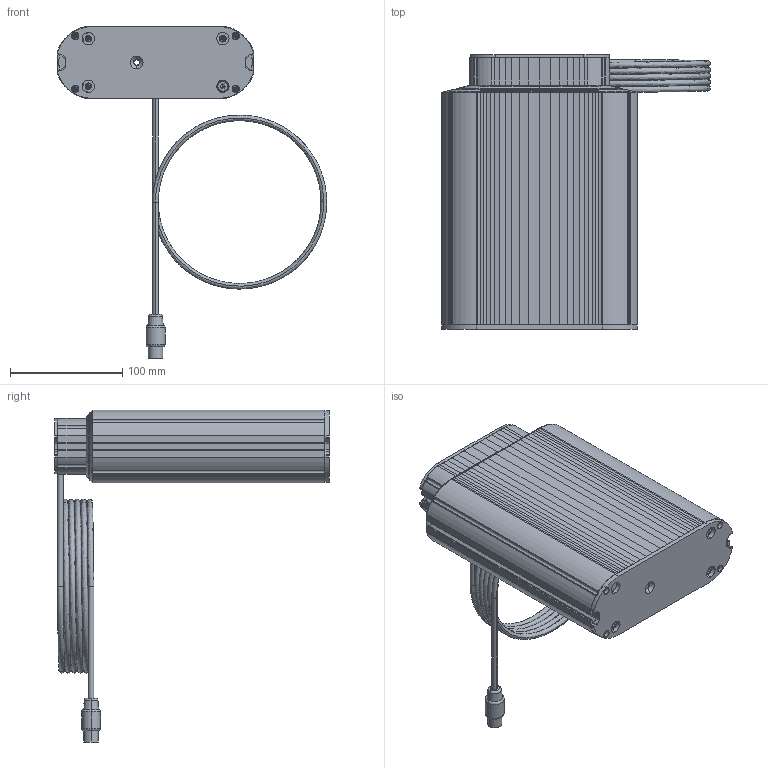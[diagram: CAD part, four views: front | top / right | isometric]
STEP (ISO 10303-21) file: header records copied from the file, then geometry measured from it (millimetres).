
FILE_DESCRIPTION (( 'STEP AP203' ), '1' );
FILE_NAME ('T175-3 mini eingefahren.STEP', '2010-02-17T12:47:09', ( 'PC' ), ( 'PC' ), 'SwSTEP 2.0', 'SolidWorks 2007', '' );
FILE_SCHEMA (( 'CONFIG_CONTROL_DESIGN' ));
Length unit declared in the file: millimetre
Products named in the file (15): Brille Mittelrohr_Standard; Gleiter T175A_Standard; Platte Außenprofil_Achsparallel; Platte Mittelprofil_Achsparallel<Wie bearbeitet>; Platte Innenprofil_Achsparallel; T175-3 mini eingefahren; Außenprofil_Achsparallel; Mittelprofil_Achsparallel; Înnenprofil_Achsparallel; Brille Außenrohr_Standard; Gleiter T175M_Standard; Socket Head Thin Cap Screw_DIN_DIN 7984 - M6 x 25 --- 22N; Abschaltblech_Standard; Hex Thin Nut Chamfered GradeAB_DIN_Hexagon Thin Nut ISO 4035 - M2 - N; Kabel_Standard
Assembly tree (16 placements, depth 2):
  T175-3 mini eingefahren
    Gleiter T175A_Standard  x2
    Kabel_Standard
    Brille Mittelrohr_Standard
    Socket Head Thin Cap Screw_DIN_DIN 7984 - M6 x 25 --- 22N
    Platte Außenprofil_Achsparallel
    Hex Thin Nut Chamfered GradeAB_DIN_Hexagon Thin Nut ISO 4035 - M2 - N
    Abschaltblech_Standard
    Gleiter T175M_Standard  x2
    Platte Mittelprofil_Achsparallel<Wie bearbeitet>
    Außenprofil_Achsparallel
    Brille Außenrohr_Standard
    Mittelprofil_Achsparallel
    Înnenprofil_Achsparallel
    Platte Innenprofil_Achsparallel
Bounding box: 240 x 245 x 296 mm (x, y, z)
Volume: 754836.7 mm3; surface area: 659459.3 mm2
Topology: 16 solids, 16 shells, 2680 faces, 6839 edges, 4229 vertices
Faces by surface type: cylinder 1061, plane 581, cone 444, torus 346, bspline 232, sphere 16
Entity records: 77974 total; most frequent: CARTESIAN_POINT 23205, DIRECTION 11720, ORIENTED_EDGE 11174, EDGE_CURVE 5587, AXIS2_PLACEMENT_3D 4691, VERTEX_POINT 3515, CIRCLE 2722, VECTOR 2338
